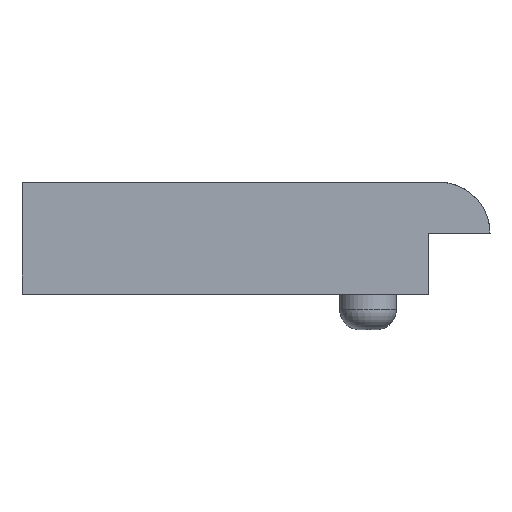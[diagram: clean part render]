
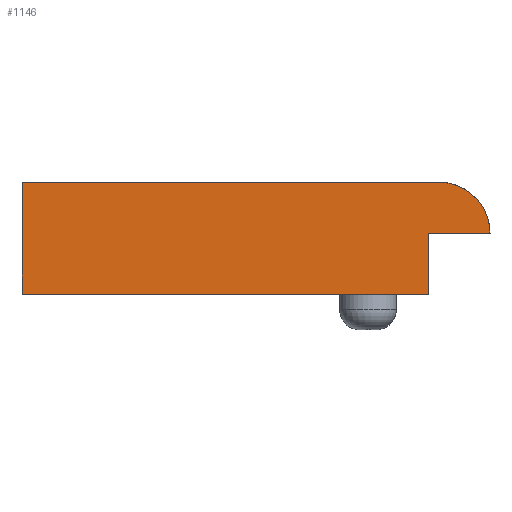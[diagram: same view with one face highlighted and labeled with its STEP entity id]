
A CAD part, front view. The second image highlights one B-rep face of the part: STEP entity #1146.
In plain terms, the highlighted planar face has unit normal (0, -1, 0).
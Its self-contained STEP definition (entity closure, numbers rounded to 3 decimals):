
#3 = LINE ( 'NONE', #454, #588 ) ;
#39 = LINE ( 'NONE', #407, #723 ) ;
#88 = VERTEX_POINT ( 'NONE', #689 ) ;
#175 = EDGE_CURVE ( 'NONE', #1004, #302, #39, .T. ) ;
#189 = VERTEX_POINT ( 'NONE', #231 ) ;
#209 = ORIENTED_EDGE ( 'NONE', *, *, #1060, .T. ) ;
#228 = EDGE_CURVE ( 'NONE', #396, #189, #337, .T. ) ;
#231 = CARTESIAN_POINT ( 'NONE',  ( 5.101, -21.616, 0. ) ) ;
#244 = CARTESIAN_POINT ( 'NONE',  ( -14.899, -21.616, 5.5 ) ) ;
#245 = CARTESIAN_POINT ( 'NONE',  ( -14.899, -21.616, 0. ) ) ;
#265 = VERTEX_POINT ( 'NONE', #245 ) ;
#287 = CARTESIAN_POINT ( 'NONE',  ( 5.101, -21.616, 3. ) ) ;
#291 = DIRECTION ( 'NONE',  ( 0., 0., 1. ) ) ;
#302 = VERTEX_POINT ( 'NONE', #348 ) ;
#304 = VECTOR ( 'NONE', #881, 1000. ) ;
#337 = LINE ( 'NONE', #625, #995 ) ;
#338 = ORIENTED_EDGE ( 'NONE', *, *, #889, .T. ) ;
#344 = EDGE_CURVE ( 'NONE', #396, #88, #936, .T. ) ;
#348 = CARTESIAN_POINT ( 'NONE',  ( 5.601, -21.616, 5.5 ) ) ;
#395 = DIRECTION ( 'NONE',  ( 0., -1., 0. ) ) ;
#396 = VERTEX_POINT ( 'NONE', #287 ) ;
#407 = CARTESIAN_POINT ( 'NONE',  ( -14.899, -21.616, 5.5 ) ) ;
#443 = ORIENTED_EDGE ( 'NONE', *, *, #175, .F. ) ;
#454 = CARTESIAN_POINT ( 'NONE',  ( -14.899, -21.616, 3. ) ) ;
#463 = DIRECTION ( 'NONE',  ( 0., 0., -1. ) ) ;
#500 = EDGE_CURVE ( 'NONE', #265, #189, #1158, .T. ) ;
#521 = DIRECTION ( 'NONE',  ( 0., 0., -1. ) ) ;
#534 = ORIENTED_EDGE ( 'NONE', *, *, #500, .T. ) ;
#557 = CARTESIAN_POINT ( 'NONE',  ( -14.899, -21.616, 3. ) ) ;
#588 = VECTOR ( 'NONE', #463, 1000. ) ;
#625 = CARTESIAN_POINT ( 'NONE',  ( 5.101, -21.616, 3. ) ) ;
#640 = ORIENTED_EDGE ( 'NONE', *, *, #228, .F. ) ;
#643 = FACE_OUTER_BOUND ( 'NONE', #694, .T. ) ;
#689 = CARTESIAN_POINT ( 'NONE',  ( 8.101, -21.616, 3. ) ) ;
#694 = EDGE_LOOP ( 'NONE', ( #1117, #338, #443, #209, #534, #640 ) ) ;
#722 = AXIS2_PLACEMENT_3D ( 'NONE', #866, #395, #774 ) ;
#723 = VECTOR ( 'NONE', #786, 1000. ) ;
#774 = DIRECTION ( 'NONE',  ( 0., 0., 1. ) ) ;
#786 = DIRECTION ( 'NONE',  ( 1., 0., 0. ) ) ;
#841 = DIRECTION ( 'NONE',  ( 0., 1., 0. ) ) ;
#851 = CARTESIAN_POINT ( 'NONE',  ( -14.899, -21.616, 3. ) ) ;
#866 = CARTESIAN_POINT ( 'NONE',  ( 5.601, -21.616, 3. ) ) ;
#881 = DIRECTION ( 'NONE',  ( 1., 0., 0. ) ) ;
#889 = EDGE_CURVE ( 'NONE', #88, #302, #1061, .T. ) ;
#935 = PLANE ( 'NONE',  #946 ) ;
#936 = LINE ( 'NONE', #851, #967 ) ;
#942 = DIRECTION ( 'NONE',  ( 1., 0., 0. ) ) ;
#946 = AXIS2_PLACEMENT_3D ( 'NONE', #557, #841, #291 ) ;
#967 = VECTOR ( 'NONE', #942, 1000. ) ;
#980 = CARTESIAN_POINT ( 'NONE',  ( -14.899, -21.616, 0. ) ) ;
#995 = VECTOR ( 'NONE', #521, 1000. ) ;
#1004 = VERTEX_POINT ( 'NONE', #244 ) ;
#1060 = EDGE_CURVE ( 'NONE', #1004, #265, #3, .T. ) ;
#1061 = CIRCLE ( 'NONE', #722, 2.5 ) ;
#1117 = ORIENTED_EDGE ( 'NONE', *, *, #344, .T. ) ;
#1146 = ADVANCED_FACE ( 'NONE', ( #643 ), #935, .F. ) ;
#1158 = LINE ( 'NONE', #980, #304 ) ;
